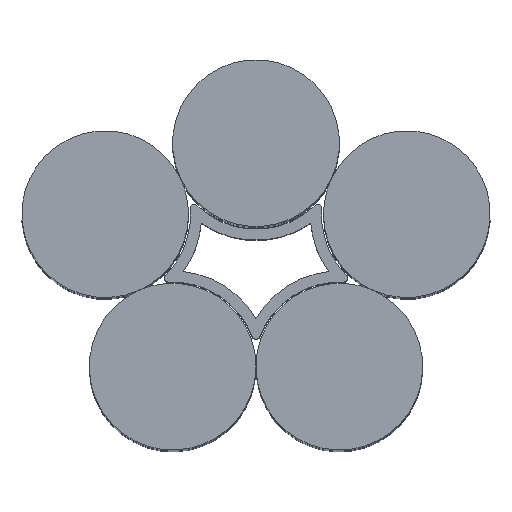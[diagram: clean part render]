
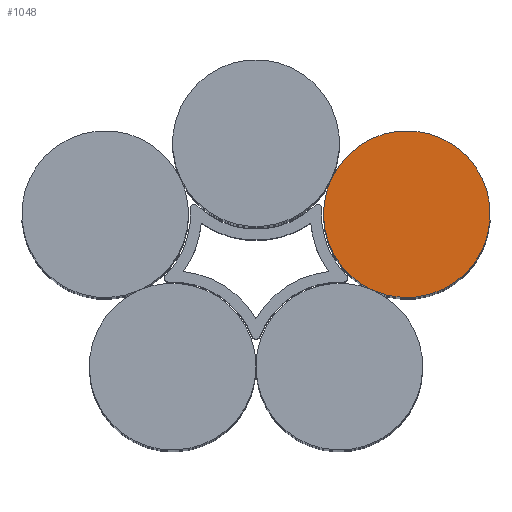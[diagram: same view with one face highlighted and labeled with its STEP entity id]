
A CAD part, top view. The second image highlights one B-rep face of the part: STEP entity #1048.
In plain terms, the highlighted planar face has unit normal (0, 0, 1).
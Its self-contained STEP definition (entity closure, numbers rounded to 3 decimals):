
#49=PLANE('',#1193);
#96=FACE_OUTER_BOUND('',#172,.T.);
#172=EDGE_LOOP('',(#801,#802));
#260=CIRCLE('',#1189,10.5);
#261=CIRCLE('',#1191,10.5);
#460=VERTEX_POINT('',#1827);
#462=VERTEX_POINT('',#1831);
#583=EDGE_CURVE('',#460,#462,#260,.T.);
#584=EDGE_CURVE('',#462,#460,#261,.T.);
#801=ORIENTED_EDGE('',*,*,#584,.T.);
#802=ORIENTED_EDGE('',*,*,#583,.T.);
#1048=ADVANCED_FACE('',(#96),#49,.T.);
#1189=AXIS2_PLACEMENT_3D('',#1833,#1461,#1462);
#1191=AXIS2_PLACEMENT_3D('',#1835,#1465,#1466);
#1193=AXIS2_PLACEMENT_3D('',#1837,#1469,#1470);
#1461=DIRECTION('center_axis',(0.,0.,1.));
#1462=DIRECTION('ref_axis',(1.,0.,0.));
#1465=DIRECTION('center_axis',(0.,0.,1.));
#1466=DIRECTION('ref_axis',(1.,0.,0.));
#1469=DIRECTION('center_axis',(0.,0.,1.));
#1470=DIRECTION('ref_axis',(1.,0.,0.));
#1827=CARTESIAN_POINT('',(9.5,9.601,71.));
#1831=CARTESIAN_POINT('',(14.75,-4.472,71.));
#1833=CARTESIAN_POINT('Origin',(19.,5.129,71.));
#1835=CARTESIAN_POINT('Origin',(19.,5.129,71.));
#1837=CARTESIAN_POINT('Origin',(19.,5.129,71.));
